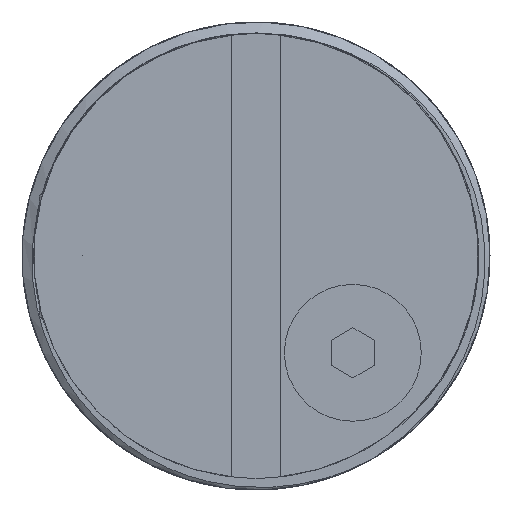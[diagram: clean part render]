
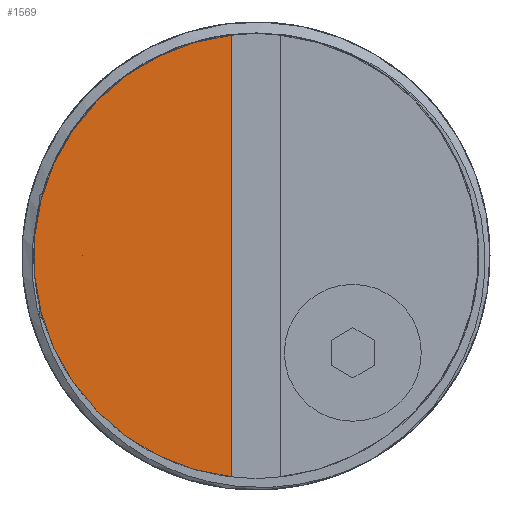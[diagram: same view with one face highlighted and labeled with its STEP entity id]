
A CAD part, left-side view. The second image highlights one B-rep face of the part: STEP entity #1569.
In plain terms, the highlighted planar face has unit normal (-1, 0, 0).
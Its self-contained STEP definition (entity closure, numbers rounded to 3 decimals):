
#31=PLANE('',#1712);
#129=FACE_OUTER_BOUND('',#221,.T.);
#221=EDGE_LOOP('',(#1386,#1387));
#248=CIRCLE('',#1661,17.85);
#451=LINE('',#9480,#549);
#549=VECTOR('',#2026,1000.);
#676=VERTEX_POINT('',#5490);
#677=VERTEX_POINT('',#5492);
#885=EDGE_CURVE('',#677,#676,#248,.T.);
#949=EDGE_CURVE('',#676,#677,#451,.T.);
#1386=ORIENTED_EDGE('',*,*,#949,.T.);
#1387=ORIENTED_EDGE('',*,*,#885,.T.);
#1569=ADVANCED_FACE('',(#129),#31,.T.);
#1661=AXIS2_PLACEMENT_3D('',#5493,#1895,#1896);
#1712=AXIS2_PLACEMENT_3D('',#9479,#2024,#2025);
#1895=DIRECTION('center_axis',(-1.,0.,0.));
#1896=DIRECTION('ref_axis',(0.,0.,1.));
#2024=DIRECTION('center_axis',(-1.,0.,0.));
#2025=DIRECTION('ref_axis',(0.,0.,1.));
#2026=DIRECTION('',(0.,0.,1.));
#5490=CARTESIAN_POINT('',(-86.5,2.,-17.738));
#5492=CARTESIAN_POINT('',(-86.5,2.,17.738));
#5493=CARTESIAN_POINT('Origin',(-86.5,0.,0.));
#9479=CARTESIAN_POINT('Origin',(-86.5,0.,0.));
#9480=CARTESIAN_POINT('',(-86.5,2.,-19.));
